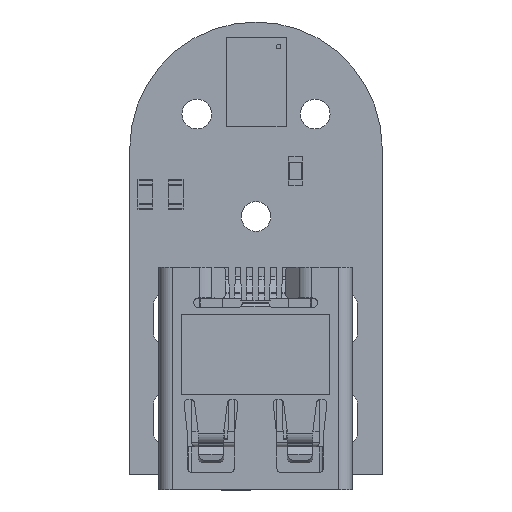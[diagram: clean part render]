
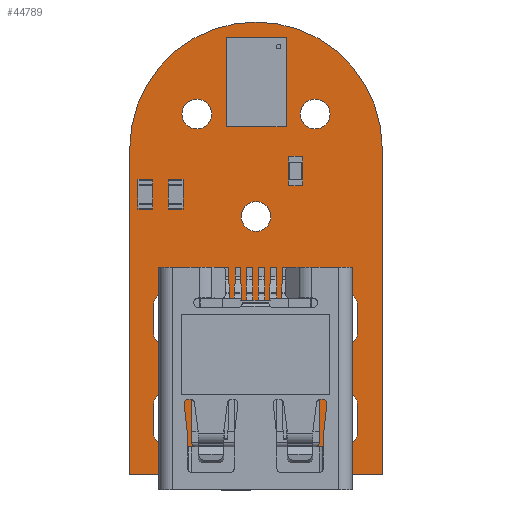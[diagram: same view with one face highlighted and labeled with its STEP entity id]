
A CAD part, top view. The second image highlights one B-rep face of the part: STEP entity #44789.
In plain terms, the highlighted planar face has unit normal (0, 0, 1).
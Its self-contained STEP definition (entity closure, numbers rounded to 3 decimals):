
#44498 = VERTEX_POINT('',#44499);
#44499 = CARTESIAN_POINT('',(134.5,-75.5,0.82));
#44505 = EDGE_CURVE('',#44498,#44506,#44508,.T.);
#44506 = VERTEX_POINT('',#44507);
#44507 = CARTESIAN_POINT('',(143.,-75.5,0.82));
#44508 = CIRCLE('',#44509,4.25);
#44509 = AXIS2_PLACEMENT_3D('',#44510,#44511,#44512);
#44510 = CARTESIAN_POINT('',(138.75,-75.5,0.82));
#44511 = DIRECTION('',(0.,0.,-1.));
#44512 = DIRECTION('',(-1.,0.,0.));
#44540 = VERTEX_POINT('',#44541);
#44541 = CARTESIAN_POINT('',(134.5,-86.5,0.82));
#44547 = EDGE_CURVE('',#44540,#44498,#44548,.T.);
#44548 = LINE('',#44549,#44550);
#44549 = CARTESIAN_POINT('',(134.5,-86.5,0.82));
#44550 = VECTOR('',#44551,1.);
#44551 = DIRECTION('',(0.,1.,0.));
#44569 = EDGE_CURVE('',#44506,#44570,#44572,.T.);
#44570 = VERTEX_POINT('',#44571);
#44571 = CARTESIAN_POINT('',(143.,-86.5,0.82));
#44572 = LINE('',#44573,#44574);
#44573 = CARTESIAN_POINT('',(143.,-75.5,0.82));
#44574 = VECTOR('',#44575,1.);
#44575 = DIRECTION('',(0.,-1.,0.));
#44789 = ADVANCED_FACE('',(#44790,#44801,#44837,#44873,#44909,#44945,
    #44956,#44967),#44978,.T.);
#44790 = FACE_BOUND('',#44791,.T.);
#44791 = EDGE_LOOP('',(#44792,#44793,#44794,#44800));
#44792 = ORIENTED_EDGE('',*,*,#44505,.F.);
#44793 = ORIENTED_EDGE('',*,*,#44547,.F.);
#44794 = ORIENTED_EDGE('',*,*,#44795,.F.);
#44795 = EDGE_CURVE('',#44570,#44540,#44796,.T.);
#44796 = LINE('',#44797,#44798);
#44797 = CARTESIAN_POINT('',(143.,-86.5,0.82));
#44798 = VECTOR('',#44799,1.);
#44799 = DIRECTION('',(-1.,0.,0.));
#44800 = ORIENTED_EDGE('',*,*,#44569,.F.);
#44801 = FACE_BOUND('',#44802,.T.);
#44802 = EDGE_LOOP('',(#44803,#44814,#44822,#44831));
#44803 = ORIENTED_EDGE('',*,*,#44804,.T.);
#44804 = EDGE_CURVE('',#44805,#44807,#44809,.T.);
#44805 = VERTEX_POINT('',#44806);
#44806 = CARTESIAN_POINT('',(135.959,-85.132,0.82));
#44807 = VERTEX_POINT('',#44808);
#44808 = CARTESIAN_POINT('',(135.309,-85.132,0.82));
#44809 = CIRCLE('',#44810,0.325);
#44810 = AXIS2_PLACEMENT_3D('',#44811,#44812,#44813);
#44811 = CARTESIAN_POINT('',(135.634,-85.132,0.82));
#44812 = DIRECTION('',(-0.,0.,-1.));
#44813 = DIRECTION('',(-1.,0.,0.));
#44814 = ORIENTED_EDGE('',*,*,#44815,.T.);
#44815 = EDGE_CURVE('',#44807,#44816,#44818,.T.);
#44816 = VERTEX_POINT('',#44817);
#44817 = CARTESIAN_POINT('',(135.309,-84.082,0.82));
#44818 = LINE('',#44819,#44820);
#44819 = CARTESIAN_POINT('',(135.309,-42.041,0.82));
#44820 = VECTOR('',#44821,1.);
#44821 = DIRECTION('',(-0.,1.,0.));
#44822 = ORIENTED_EDGE('',*,*,#44823,.T.);
#44823 = EDGE_CURVE('',#44816,#44824,#44826,.T.);
#44824 = VERTEX_POINT('',#44825);
#44825 = CARTESIAN_POINT('',(135.959,-84.082,0.82));
#44826 = CIRCLE('',#44827,0.325);
#44827 = AXIS2_PLACEMENT_3D('',#44828,#44829,#44830);
#44828 = CARTESIAN_POINT('',(135.634,-84.082,0.82));
#44829 = DIRECTION('',(0.,-0.,-1.));
#44830 = DIRECTION('',(1.,0.,-0.));
#44831 = ORIENTED_EDGE('',*,*,#44832,.T.);
#44832 = EDGE_CURVE('',#44824,#44805,#44833,.T.);
#44833 = LINE('',#44834,#44835);
#44834 = CARTESIAN_POINT('',(135.959,-42.566,0.82));
#44835 = VECTOR('',#44836,1.);
#44836 = DIRECTION('',(0.,-1.,0.));
#44837 = FACE_BOUND('',#44838,.T.);
#44838 = EDGE_LOOP('',(#44839,#44850,#44858,#44867));
#44839 = ORIENTED_EDGE('',*,*,#44840,.T.);
#44840 = EDGE_CURVE('',#44841,#44843,#44845,.T.);
#44841 = VERTEX_POINT('',#44842);
#44842 = CARTESIAN_POINT('',(135.959,-81.772,0.82));
#44843 = VERTEX_POINT('',#44844);
#44844 = CARTESIAN_POINT('',(135.309,-81.772,0.82));
#44845 = CIRCLE('',#44846,0.325);
#44846 = AXIS2_PLACEMENT_3D('',#44847,#44848,#44849);
#44847 = CARTESIAN_POINT('',(135.634,-81.772,0.82));
#44848 = DIRECTION('',(-0.,0.,-1.));
#44849 = DIRECTION('',(-1.,0.,0.));
#44850 = ORIENTED_EDGE('',*,*,#44851,.T.);
#44851 = EDGE_CURVE('',#44843,#44852,#44854,.T.);
#44852 = VERTEX_POINT('',#44853);
#44853 = CARTESIAN_POINT('',(135.309,-80.722,0.82));
#44854 = LINE('',#44855,#44856);
#44855 = CARTESIAN_POINT('',(135.309,-40.361,0.82));
#44856 = VECTOR('',#44857,1.);
#44857 = DIRECTION('',(-0.,1.,0.));
#44858 = ORIENTED_EDGE('',*,*,#44859,.T.);
#44859 = EDGE_CURVE('',#44852,#44860,#44862,.T.);
#44860 = VERTEX_POINT('',#44861);
#44861 = CARTESIAN_POINT('',(135.959,-80.722,0.82));
#44862 = CIRCLE('',#44863,0.325);
#44863 = AXIS2_PLACEMENT_3D('',#44864,#44865,#44866);
#44864 = CARTESIAN_POINT('',(135.634,-80.722,0.82));
#44865 = DIRECTION('',(0.,-0.,-1.));
#44866 = DIRECTION('',(1.,0.,-0.));
#44867 = ORIENTED_EDGE('',*,*,#44868,.T.);
#44868 = EDGE_CURVE('',#44860,#44841,#44869,.T.);
#44869 = LINE('',#44870,#44871);
#44870 = CARTESIAN_POINT('',(135.959,-40.886,0.82));
#44871 = VECTOR('',#44872,1.);
#44872 = DIRECTION('',(0.,-1.,0.));
#44873 = FACE_BOUND('',#44874,.T.);
#44874 = EDGE_LOOP('',(#44875,#44886,#44894,#44903));
#44875 = ORIENTED_EDGE('',*,*,#44876,.T.);
#44876 = EDGE_CURVE('',#44877,#44879,#44881,.T.);
#44877 = VERTEX_POINT('',#44878);
#44878 = CARTESIAN_POINT('',(142.159,-85.132,0.82));
#44879 = VERTEX_POINT('',#44880);
#44880 = CARTESIAN_POINT('',(141.509,-85.132,0.82));
#44881 = CIRCLE('',#44882,0.325);
#44882 = AXIS2_PLACEMENT_3D('',#44883,#44884,#44885);
#44883 = CARTESIAN_POINT('',(141.834,-85.132,0.82));
#44884 = DIRECTION('',(-0.,0.,-1.));
#44885 = DIRECTION('',(-1.,0.,0.));
#44886 = ORIENTED_EDGE('',*,*,#44887,.T.);
#44887 = EDGE_CURVE('',#44879,#44888,#44890,.T.);
#44888 = VERTEX_POINT('',#44889);
#44889 = CARTESIAN_POINT('',(141.509,-84.082,0.82));
#44890 = LINE('',#44891,#44892);
#44891 = CARTESIAN_POINT('',(141.509,-42.041,0.82));
#44892 = VECTOR('',#44893,1.);
#44893 = DIRECTION('',(-0.,1.,0.));
#44894 = ORIENTED_EDGE('',*,*,#44895,.T.);
#44895 = EDGE_CURVE('',#44888,#44896,#44898,.T.);
#44896 = VERTEX_POINT('',#44897);
#44897 = CARTESIAN_POINT('',(142.159,-84.082,0.82));
#44898 = CIRCLE('',#44899,0.325);
#44899 = AXIS2_PLACEMENT_3D('',#44900,#44901,#44902);
#44900 = CARTESIAN_POINT('',(141.834,-84.082,0.82));
#44901 = DIRECTION('',(0.,-0.,-1.));
#44902 = DIRECTION('',(1.,0.,-0.));
#44903 = ORIENTED_EDGE('',*,*,#44904,.T.);
#44904 = EDGE_CURVE('',#44896,#44877,#44905,.T.);
#44905 = LINE('',#44906,#44907);
#44906 = CARTESIAN_POINT('',(142.159,-42.566,0.82));
#44907 = VECTOR('',#44908,1.);
#44908 = DIRECTION('',(0.,-1.,0.));
#44909 = FACE_BOUND('',#44910,.T.);
#44910 = EDGE_LOOP('',(#44911,#44922,#44930,#44939));
#44911 = ORIENTED_EDGE('',*,*,#44912,.T.);
#44912 = EDGE_CURVE('',#44913,#44915,#44917,.T.);
#44913 = VERTEX_POINT('',#44914);
#44914 = CARTESIAN_POINT('',(142.159,-81.772,0.82));
#44915 = VERTEX_POINT('',#44916);
#44916 = CARTESIAN_POINT('',(141.509,-81.772,0.82));
#44917 = CIRCLE('',#44918,0.325);
#44918 = AXIS2_PLACEMENT_3D('',#44919,#44920,#44921);
#44919 = CARTESIAN_POINT('',(141.834,-81.772,0.82));
#44920 = DIRECTION('',(-0.,0.,-1.));
#44921 = DIRECTION('',(-1.,0.,0.));
#44922 = ORIENTED_EDGE('',*,*,#44923,.T.);
#44923 = EDGE_CURVE('',#44915,#44924,#44926,.T.);
#44924 = VERTEX_POINT('',#44925);
#44925 = CARTESIAN_POINT('',(141.509,-80.722,0.82));
#44926 = LINE('',#44927,#44928);
#44927 = CARTESIAN_POINT('',(141.509,-40.361,0.82));
#44928 = VECTOR('',#44929,1.);
#44929 = DIRECTION('',(-0.,1.,0.));
#44930 = ORIENTED_EDGE('',*,*,#44931,.T.);
#44931 = EDGE_CURVE('',#44924,#44932,#44934,.T.);
#44932 = VERTEX_POINT('',#44933);
#44933 = CARTESIAN_POINT('',(142.159,-80.722,0.82));
#44934 = CIRCLE('',#44935,0.325);
#44935 = AXIS2_PLACEMENT_3D('',#44936,#44937,#44938);
#44936 = CARTESIAN_POINT('',(141.834,-80.722,0.82));
#44937 = DIRECTION('',(0.,-0.,-1.));
#44938 = DIRECTION('',(1.,0.,-0.));
#44939 = ORIENTED_EDGE('',*,*,#44940,.T.);
#44940 = EDGE_CURVE('',#44932,#44913,#44941,.T.);
#44941 = LINE('',#44942,#44943);
#44942 = CARTESIAN_POINT('',(142.159,-40.886,0.82));
#44943 = VECTOR('',#44944,1.);
#44944 = DIRECTION('',(0.,-1.,0.));
#44945 = FACE_BOUND('',#44946,.T.);
#44946 = EDGE_LOOP('',(#44947));
#44947 = ORIENTED_EDGE('',*,*,#44948,.F.);
#44948 = EDGE_CURVE('',#44949,#44949,#44951,.T.);
#44949 = VERTEX_POINT('',#44950);
#44950 = CARTESIAN_POINT('',(137.258,-74.35,0.82));
#44951 = CIRCLE('',#44952,0.5);
#44952 = AXIS2_PLACEMENT_3D('',#44953,#44954,#44955);
#44953 = CARTESIAN_POINT('',(136.758,-74.35,0.82));
#44954 = DIRECTION('',(0.,0.,1.));
#44955 = DIRECTION('',(1.,0.,-0.));
#44956 = FACE_BOUND('',#44957,.T.);
#44957 = EDGE_LOOP('',(#44958));
#44958 = ORIENTED_EDGE('',*,*,#44959,.F.);
#44959 = EDGE_CURVE('',#44960,#44960,#44962,.T.);
#44960 = VERTEX_POINT('',#44961);
#44961 = CARTESIAN_POINT('',(139.25,-77.8,0.82));
#44962 = CIRCLE('',#44963,0.5);
#44963 = AXIS2_PLACEMENT_3D('',#44964,#44965,#44966);
#44964 = CARTESIAN_POINT('',(138.75,-77.8,0.82));
#44965 = DIRECTION('',(0.,0.,1.));
#44966 = DIRECTION('',(1.,0.,-0.));
#44967 = FACE_BOUND('',#44968,.T.);
#44968 = EDGE_LOOP('',(#44969));
#44969 = ORIENTED_EDGE('',*,*,#44970,.F.);
#44970 = EDGE_CURVE('',#44971,#44971,#44973,.T.);
#44971 = VERTEX_POINT('',#44972);
#44972 = CARTESIAN_POINT('',(141.242,-74.35,0.82));
#44973 = CIRCLE('',#44974,0.5);
#44974 = AXIS2_PLACEMENT_3D('',#44975,#44976,#44977);
#44975 = CARTESIAN_POINT('',(140.742,-74.35,0.82));
#44976 = DIRECTION('',(0.,0.,1.));
#44977 = DIRECTION('',(1.,0.,-0.));
#44978 = PLANE('',#44979);
#44979 = AXIS2_PLACEMENT_3D('',#44980,#44981,#44982);
#44980 = CARTESIAN_POINT('',(0.,0.,0.82));
#44981 = DIRECTION('',(0.,0.,1.));
#44982 = DIRECTION('',(1.,0.,-0.));
